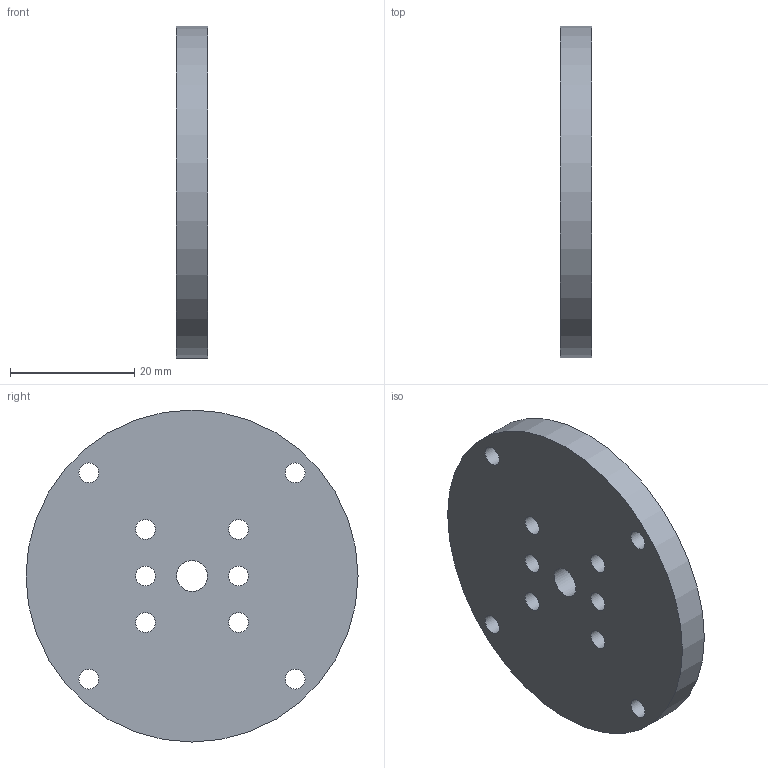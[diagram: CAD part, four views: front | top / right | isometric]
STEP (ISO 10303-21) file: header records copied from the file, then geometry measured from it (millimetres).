
FILE_DESCRIPTION(/* description */ (''),/* implementation_level */ '2;1');
FILE_NAME(/* name */ 'protect .step',/* time_stamp */ '2020-10-27T19:37:31+09:00',/* author */ (''),/* organization */ (''),/* preprocessor_version */ 'ST-DEVELOPER v18',/* originating_system */ 'Autodesk Translation Framework v8.12.0.6',/* authorisation */ '');
FILE_SCHEMA (('AUTOMOTIVE_DESIGN { 1 0 10303 214 3 1 1 }'));
Length unit declared in the file: millimetre
Products named in the file (1): protect
Bounding box: 5 x 53.5 x 53.5 mm (x, y, z)
Volume: 10739.7 mm3; surface area: 5717.5 mm2
Topology: 1 solids, 1 shells, 14 faces, 49 edges, 37 vertices
Faces by surface type: cylinder 12, plane 2
Full cylindrical faces by diameter (mm): 3.2 x10, 5 x1, 53.5 x1
Entity records: 658 total; most frequent: DIRECTION 116, CARTESIAN_POINT 101, ORIENTED_EDGE 98, AXIS2_PLACEMENT_3D 52, EDGE_CURVE 49, CIRCLE 37, VERTEX_POINT 37, EDGE_LOOP 36
